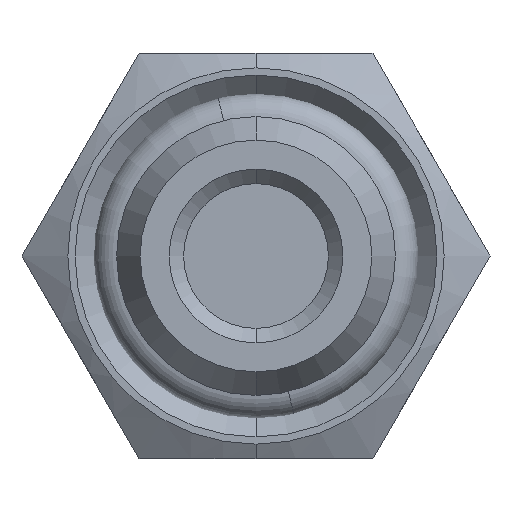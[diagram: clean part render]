
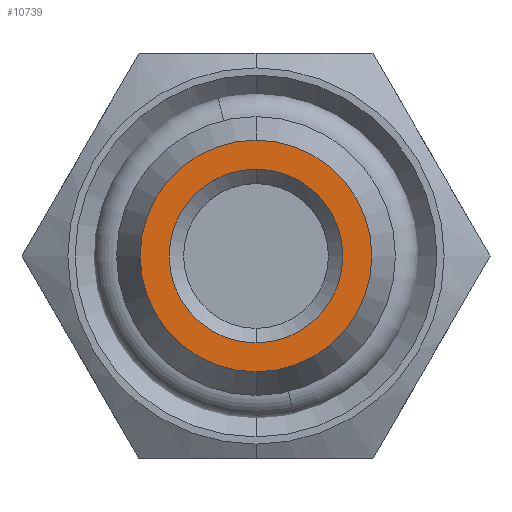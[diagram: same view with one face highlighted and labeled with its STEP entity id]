
A CAD part, front view. The second image highlights one B-rep face of the part: STEP entity #10739.
In plain terms, the highlighted planar face has unit normal (0, -1, 0).
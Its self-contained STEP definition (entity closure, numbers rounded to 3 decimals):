
#3948 = ORIENTED_EDGE ( 'NONE', *, *, #12528, .T. ) ;
#3949 = ORIENTED_EDGE ( 'NONE', *, *, #20733, .T. ) ;
#3950 = ORIENTED_EDGE ( 'NONE', *, *, #20734, .T. ) ;
#3951 = ORIENTED_EDGE ( 'NONE', *, *, #12523, .T. ) ;
#4005 = VERTEX_POINT ( 'NONE', #7376 ) ;
#4019 = VERTEX_POINT ( 'NONE', #7390 ) ;
#4023 = VERTEX_POINT ( 'NONE', #7394 ) ;
#4024 = VERTEX_POINT ( 'NONE', #7395 ) ;
#5876 = AXIS2_PLACEMENT_3D ( 'NONE', #6670, #6671, #6672 ) ;
#6663 = PLANE ( 'NONE',  #5876 ) ;
#6670 = CARTESIAN_POINT ( 'NONE',  ( 0., 0., 0. ) ) ;
#6671 = DIRECTION ( 'NONE',  ( 0., -1., 0. ) ) ;
#6672 = DIRECTION ( 'NONE',  ( 0., 0., -1. ) ) ;
#7376 = CARTESIAN_POINT ( 'NONE',  ( 0., 0., -4. ) ) ;
#7390 = CARTESIAN_POINT ( 'NONE',  ( 0., 0., 4. ) ) ;
#7394 = CARTESIAN_POINT ( 'NONE',  ( 0., 0., -3. ) ) ;
#7395 = CARTESIAN_POINT ( 'NONE',  ( 0., 0., 3. ) ) ;
#8703 = AXIS2_PLACEMENT_3D ( 'NONE', #16421, #16422, #16423 ) ;
#8705 = AXIS2_PLACEMENT_3D ( 'NONE', #16435, #16436, #16437 ) ;
#8765 = AXIS2_PLACEMENT_3D ( 'NONE', #17625, #17626, #17627 ) ;
#8766 = AXIS2_PLACEMENT_3D ( 'NONE', #17628, #17629, #17630 ) ;
#10176 = FACE_BOUND ( 'NONE', #20289, .T. ) ;
#10177 = FACE_OUTER_BOUND ( 'NONE', #20287, .T. ) ;
#10248 = CIRCLE ( 'NONE', #8703, 4. ) ;
#10256 = CIRCLE ( 'NONE', #8705, 3. ) ;
#10416 = CIRCLE ( 'NONE', #8765, 3. ) ;
#10417 = CIRCLE ( 'NONE', #8766, 4. ) ;
#10739 = ADVANCED_FACE ( 'NONE', ( #10176, #10177 ), #6663, .T. ) ;
#12523 = EDGE_CURVE ( 'NONE', #4005, #4019, #10248, .T. ) ;
#12528 = EDGE_CURVE ( 'NONE', #4023, #4024, #10256, .T. ) ;
#16421 = CARTESIAN_POINT ( 'NONE',  ( 0., 0., 0. ) ) ;
#16422 = DIRECTION ( 'NONE',  ( 0., -1., 0. ) ) ;
#16423 = DIRECTION ( 'NONE',  ( 0., 0., -1. ) ) ;
#16435 = CARTESIAN_POINT ( 'NONE',  ( 0., 0., 0. ) ) ;
#16436 = DIRECTION ( 'NONE',  ( 0., 1., 0. ) ) ;
#16437 = DIRECTION ( 'NONE',  ( 0., 0., -1. ) ) ;
#17625 = CARTESIAN_POINT ( 'NONE',  ( 0., 0., 0. ) ) ;
#17626 = DIRECTION ( 'NONE',  ( 0., 1., 0. ) ) ;
#17627 = DIRECTION ( 'NONE',  ( 0., 0., -1. ) ) ;
#17628 = CARTESIAN_POINT ( 'NONE',  ( 0., 0., 0. ) ) ;
#17629 = DIRECTION ( 'NONE',  ( 0., -1., 0. ) ) ;
#17630 = DIRECTION ( 'NONE',  ( 0., 0., -1. ) ) ;
#20287 = EDGE_LOOP ( 'NONE', ( #3950, #3951 ) ) ;
#20289 = EDGE_LOOP ( 'NONE', ( #3948, #3949 ) ) ;
#20733 = EDGE_CURVE ( 'NONE', #4024, #4023, #10416, .T. ) ;
#20734 = EDGE_CURVE ( 'NONE', #4019, #4005, #10417, .T. ) ;
